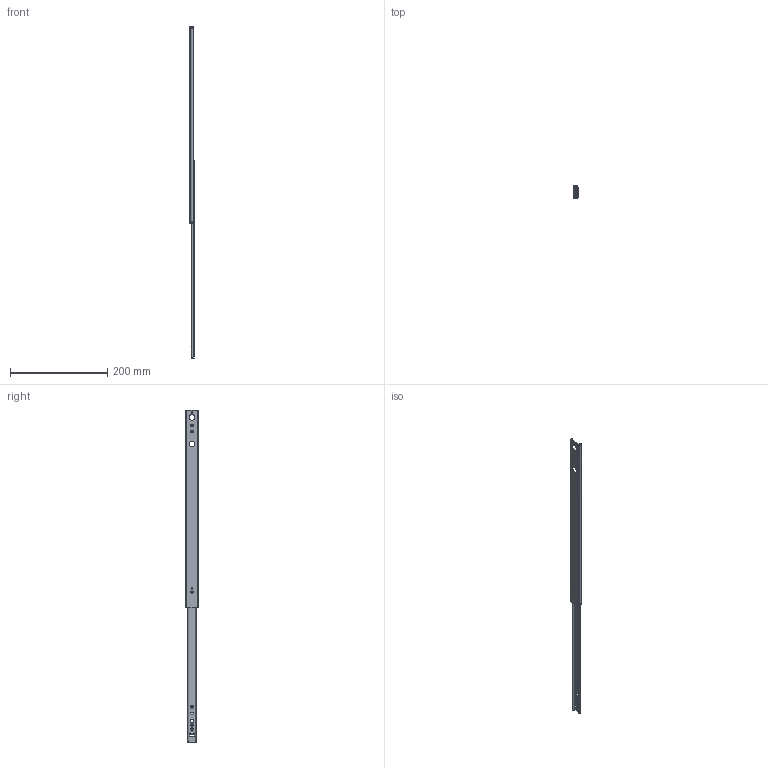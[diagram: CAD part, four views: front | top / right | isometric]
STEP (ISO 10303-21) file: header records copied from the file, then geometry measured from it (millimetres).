
FILE_DESCRIPTION(/* description */ ('Teilauszug Serie 010 406x276'),/* implementation_level */ '2;1');
FILE_NAME(/* name */ '07000051003.stp',/* time_stamp */ '2020-06-18T08:58:13+02:00',/* author */ ('Dennis Bruder'),/* organization */ (''),/* preprocessor_version */ 'ST-DEVELOPER v18',/* originating_system */ 'Autodesk Inventor 2020',/* authorisation */ '');
FILE_SCHEMA (('AUTOMOTIVE_DESIGN { 1 0 10303 214 3 1 1 }'));
Length unit declared in the file: millimetre
Products named in the file (1): 07000051003
Bounding box: 10 x 27.2 x 682 mm (x, y, z)
Volume: 38006 mm3; surface area: 65425.5 mm2
Topology: 29 solids, 29 shells, 399 faces, 1110 edges, 706 vertices
Faces by surface type: cylinder 186, plane 117, torus 45, sphere 26, bspline 22, cone 3
Full cylindrical faces by diameter (mm): 3 x1, 3.65 x3, 4 x1, 4.2 x26, 5.1 x8, 5.2 x3, 6 x2, 12 x2
Entity records: 15736 total; most frequent: CARTESIAN_POINT 4889, DIRECTION 2235, ORIENTED_EDGE 2108, EDGE_CURVE 1054, AXIS2_PLACEMENT_3D 893, VERTEX_POINT 706, CIRCLE 505, EDGE_LOOP 498
